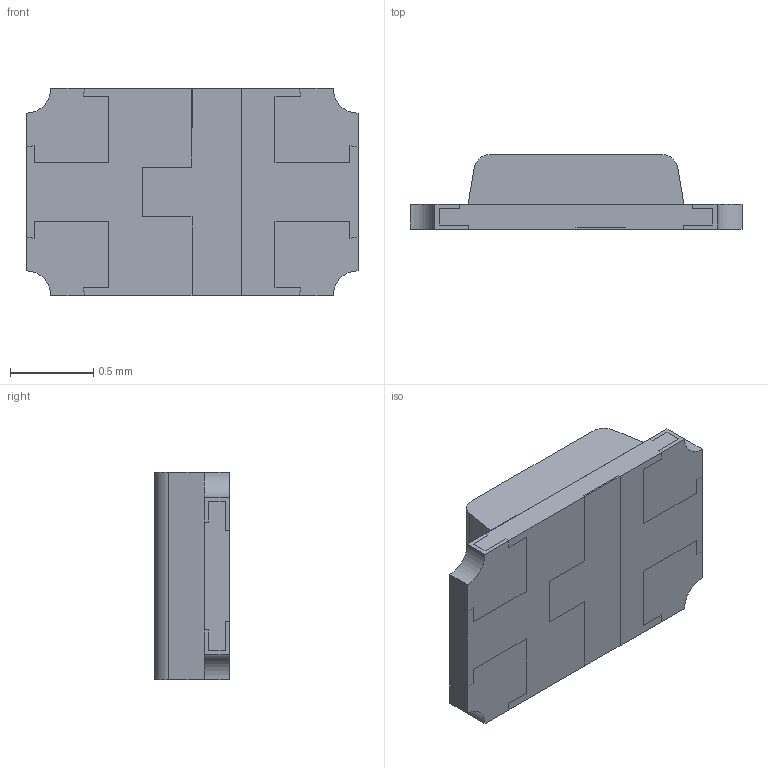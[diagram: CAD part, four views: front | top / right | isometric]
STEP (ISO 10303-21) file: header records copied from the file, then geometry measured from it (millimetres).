
FILE_DESCRIPTION (( 'STEP AP214' ), '1' );
FILE_NAME ('APHBM2012SURKCGKC.STEP', '2023-11-22T13:33:09', ( '' ), ( '' ), 'SwSTEP 2.0', 'SolidWorks 2021', '' );
FILE_SCHEMA (( 'AUTOMOTIVE_DESIGN' ));
Length unit declared in the file: millimetre
Products named in the file (1): APHBM2012SURKCGKC
Bounding box: 2 x 0.45 x 1.25 mm (x, y, z)
Volume: 0.8 mm3; surface area: 14.5 mm2
Topology: 8 solids, 8 shells, 187 faces, 510 edges, 340 vertices
Faces by surface type: plane 145, cylinder 42
Entity records: 5965 total; most frequent: CARTESIAN_POINT 1038, ORIENTED_EDGE 1020, DIRECTION 970, EDGE_CURVE 510, LINE 426, VECTOR 426, VERTEX_POINT 340, AXIS2_PLACEMENT_3D 272
